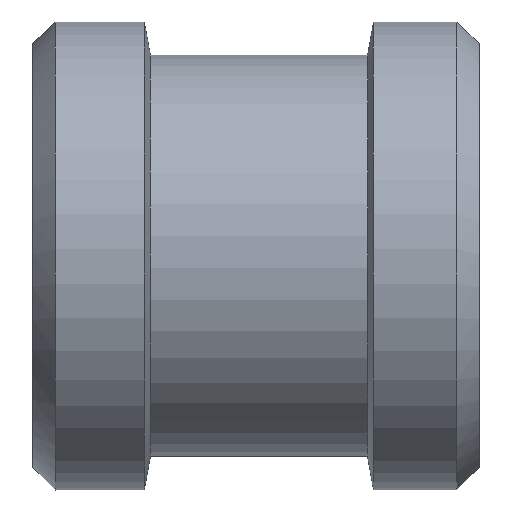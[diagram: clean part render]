
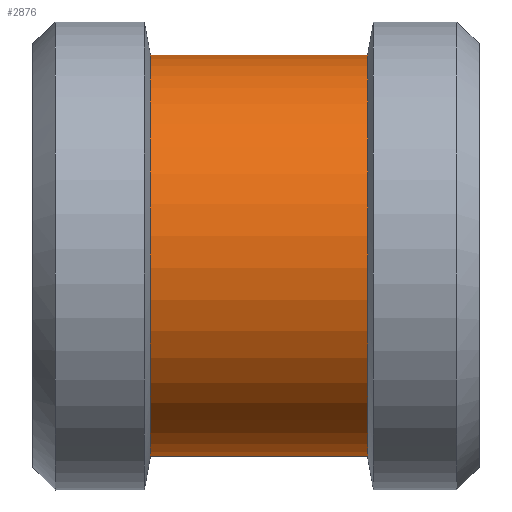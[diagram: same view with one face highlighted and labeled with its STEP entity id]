
A CAD part, front view. The second image highlights one B-rep face of the part: STEP entity #2876.
In plain terms, the highlighted free-form (B-spline) face has degree [2, 1] with [7, 2] control points.
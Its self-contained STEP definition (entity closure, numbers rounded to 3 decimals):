
#2782=CARTESIAN_POINT('V22',(5.,8.991,
   0.399));
#2783=VERTEX_POINT('V22',#2782);
#2790=CARTESIAN_POINT('V18',(5.,8.991,
   -0.4));
#2791=VERTEX_POINT('V18',#2790);
#2792=CARTESIAN_POINT('E34',(5.,8.991,
   -0.4));
#2793=CARTESIAN_POINT('E34',(5.,8.333,
   -15.203));
#2794=CARTESIAN_POINT('E34',(5.,-4.5,
   -7.794));
#2795=CARTESIAN_POINT('E34',(5.,-18.,
   0.));
#2796=CARTESIAN_POINT('E34',(5.,-4.5,
   7.794));
#2797=CARTESIAN_POINT('E34',(5.,8.334,
   15.204));
#2798=CARTESIAN_POINT('E34',(5.,8.991,
   0.399));
#2806=(BOUNDED_CURVE()B_SPLINE_CURVE(2,(#2792,#2793,#2794,#2795,
   #2796,#2797,#2798),.CIRCULAR_ARC.,.F.,.U.)
   B_SPLINE_CURVE_WITH_KNOTS((3,2,2,3),(0.081,
   3.202,6.405,9.526),
   .UNSPECIFIED.)CURVE()GEOMETRIC_REPRESENTATION_ITEM()
   RATIONAL_B_SPLINE_CURVE((0.975,0.513,
   1.0,0.5,1.0,0.513,0.975))
   REPRESENTATION_ITEM('E34'));
#2807=EDGE_CURVE('E34',#2791,#2783,#2806,.T.);
#2820=CARTESIAN_POINT('F9',(5.,9.,
   0.));
#2821=CARTESIAN_POINT('F9',(5.,9.,
   -15.588));
#2822=CARTESIAN_POINT('F9',(5.,-4.5,
   -7.794));
#2823=CARTESIAN_POINT('F9',(5.,-18.,
   0.));
#2824=CARTESIAN_POINT('F9',(5.,-4.5,
   7.794));
#2825=CARTESIAN_POINT('F9',(5.,9.,
   15.588));
#2826=CARTESIAN_POINT('F9',(5.,9.,
   0.));
#2827=CARTESIAN_POINT('F9',(-4.736,9.,
   0.));
#2828=CARTESIAN_POINT('F9',(-4.736,9.,
   -15.588));
#2829=CARTESIAN_POINT('F9',(-4.736,-4.5,
   -7.794));
#2830=CARTESIAN_POINT('F9',(-4.736,-18.,
   0.));
#2831=CARTESIAN_POINT('F9',(-4.736,-4.5,
   7.794));
#2832=CARTESIAN_POINT('F9',(-4.736,9.,
   15.588));
#2833=CARTESIAN_POINT('F9',(-4.736,9.,
   0.));
#2841=(BOUNDED_SURFACE()B_SPLINE_SURFACE(2,1,((#2820,#2827),(
   #2821,#2828),(#2822,#2829),(#2823,#2830),(#2824,#2831),(
   #2825,#2832),(#2826,#2833)),.CYLINDRICAL_SURF.,.T.,.F.,.U.)
   B_SPLINE_SURFACE_WITH_KNOTS((3,2,2,3),(2,2),(0.0,
   3.202,6.405,9.607),(0.0,1.0),
   .UNSPECIFIED.)GEOMETRIC_REPRESENTATION_ITEM()
   RATIONAL_B_SPLINE_SURFACE(((1.0,1.0),(0.5,
   0.5),(1.0,1.0),(0.5,
   0.5),(1.0,1.0),(0.5,
   0.5),(1.0,1.0)))REPRESENTATION_ITEM('F9')SURFACE()
   );
#2842=CARTESIAN_POINT('V23',(-4.736,8.991,
   0.399));
#2843=VERTEX_POINT('V23',#2842);
#2844=CARTESIAN_POINT('E23',(5.,8.991,
   0.399));
#2845=CARTESIAN_POINT('E23',(-4.736,8.991,
   0.399));
#2846=QUASI_UNIFORM_CURVE('E23',1,(#2844,#2845),.POLYLINE_FORM.,.F.,
   .U.);
#2847=EDGE_CURVE('E23',#2783,#2843,#2846,.T.);
#2848=ORIENTED_EDGE('E23',*,*,#2847,.T.);
#2849=CARTESIAN_POINT('V17',(-4.736,8.991,
   -0.4));
#2850=VERTEX_POINT('V17',#2849);
#2851=CARTESIAN_POINT('E35',(-4.736,8.991,
   -0.4));
#2852=CARTESIAN_POINT('E35',(-4.736,8.333,
   -15.203));
#2853=CARTESIAN_POINT('E35',(-4.736,-4.5,
   -7.794));
#2854=CARTESIAN_POINT('E35',(-4.736,-18.,
   0.));
#2855=CARTESIAN_POINT('E35',(-4.736,-4.5,
   7.794));
#2856=CARTESIAN_POINT('E35',(-4.736,8.334,
   15.204));
#2857=CARTESIAN_POINT('E35',(-4.736,8.991,
   0.399));
#2865=(BOUNDED_CURVE()B_SPLINE_CURVE(2,(#2851,#2852,#2853,#2854,
   #2855,#2856,#2857),.CIRCULAR_ARC.,.F.,.U.)
   B_SPLINE_CURVE_WITH_KNOTS((3,2,2,3),(0.562,
   22.175,44.349,65.963),
   .UNSPECIFIED.)CURVE()GEOMETRIC_REPRESENTATION_ITEM()
   RATIONAL_B_SPLINE_CURVE((0.975,0.513,
   1.0,0.5,1.0,0.513,0.975))
   REPRESENTATION_ITEM('E35'));
#2866=EDGE_CURVE('E35',#2850,#2843,#2865,.T.);
#2867=ORIENTED_EDGE('E35',*,*,#2866,.F.);
#2868=CARTESIAN_POINT('E17',(-4.736,8.991,
   -0.4));
#2869=CARTESIAN_POINT('E17',(5.,8.991,
   -0.4));
#2870=QUASI_UNIFORM_CURVE('E17',1,(#2868,#2869),.POLYLINE_FORM.,.F.,
   .U.);
#2871=EDGE_CURVE('E17',#2850,#2791,#2870,.T.);
#2872=ORIENTED_EDGE('E17',*,*,#2871,.T.);
#2873=ORIENTED_EDGE('E34',*,*,#2807,.T.);
#2874=EDGE_LOOP('F9',(#2848,#2867,#2872,#2873));
#2875=FACE_OUTER_BOUND('F9',#2874,.T.);
#2876=ADVANCED_FACE('F9',(#2875),#2841,.T.);
